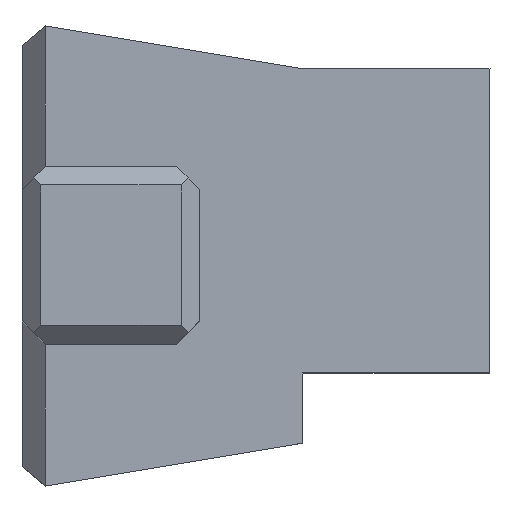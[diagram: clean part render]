
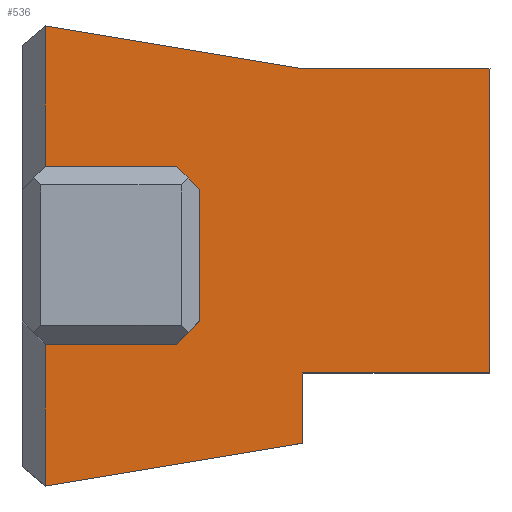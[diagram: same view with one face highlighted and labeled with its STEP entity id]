
A CAD part, top view. The second image highlights one B-rep face of the part: STEP entity #536.
In plain terms, the highlighted planar face has unit normal (0, 0, 1).
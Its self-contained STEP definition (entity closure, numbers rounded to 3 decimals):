
#68=ORIENTED_EDGE('',*,*,#207,.F.);
#69=ORIENTED_EDGE('',*,*,#211,.F.);
#70=ORIENTED_EDGE('',*,*,#218,.F.);
#71=ORIENTED_EDGE('',*,*,#219,.T.);
#72=ORIENTED_EDGE('',*,*,#220,.T.);
#73=ORIENTED_EDGE('',*,*,#221,.T.);
#74=ORIENTED_EDGE('',*,*,#222,.T.);
#75=ORIENTED_EDGE('',*,*,#223,.T.);
#76=ORIENTED_EDGE('',*,*,#224,.F.);
#77=ORIENTED_EDGE('',*,*,#225,.T.);
#78=ORIENTED_EDGE('',*,*,#226,.F.);
#79=ORIENTED_EDGE('',*,*,#227,.F.);
#80=ORIENTED_EDGE('',*,*,#214,.F.);
#207=EDGE_CURVE('',#284,#282,#334,.T.);
#211=EDGE_CURVE('',#287,#284,#337,.T.);
#214=EDGE_CURVE('',#282,#290,#340,.T.);
#218=EDGE_CURVE('',#291,#287,#344,.T.);
#219=EDGE_CURVE('',#291,#292,#345,.T.);
#220=EDGE_CURVE('',#292,#293,#346,.T.);
#221=EDGE_CURVE('',#293,#294,#347,.F.);
#222=EDGE_CURVE('',#294,#295,#348,.T.);
#223=EDGE_CURVE('',#295,#296,#349,.F.);
#224=EDGE_CURVE('',#297,#296,#350,.T.);
#225=EDGE_CURVE('',#297,#298,#351,.T.);
#226=EDGE_CURVE('',#299,#298,#352,.T.);
#227=EDGE_CURVE('',#290,#299,#353,.T.);
#282=VERTEX_POINT('',#724);
#284=VERTEX_POINT('',#728);
#287=VERTEX_POINT('',#739);
#290=VERTEX_POINT('',#747);
#291=VERTEX_POINT('',#754);
#292=VERTEX_POINT('',#756);
#293=VERTEX_POINT('',#758);
#294=VERTEX_POINT('',#760);
#295=VERTEX_POINT('',#762);
#296=VERTEX_POINT('',#764);
#297=VERTEX_POINT('',#766);
#298=VERTEX_POINT('',#768);
#299=VERTEX_POINT('',#770);
#334=LINE('',#729,#393);
#337=LINE('',#740,#396);
#340=LINE('',#746,#399);
#344=LINE('',#753,#403);
#345=LINE('',#755,#404);
#346=LINE('',#757,#405);
#347=LINE('',#759,#406);
#348=LINE('',#761,#407);
#349=LINE('',#763,#408);
#350=LINE('',#765,#409);
#351=LINE('',#767,#410);
#352=LINE('',#769,#411);
#353=LINE('',#771,#412);
#393=VECTOR('',#612,1000.);
#396=VECTOR('',#617,1000.);
#399=VECTOR('',#622,1000.);
#403=VECTOR('',#630,1000.);
#404=VECTOR('',#631,1000.);
#405=VECTOR('',#632,1000.);
#406=VECTOR('',#633,1000.);
#407=VECTOR('',#634,1000.);
#408=VECTOR('',#635,1000.);
#409=VECTOR('',#636,1000.);
#410=VECTOR('',#637,1000.);
#411=VECTOR('',#638,1000.);
#412=VECTOR('',#639,1000.);
#453=EDGE_LOOP('',(#68,#69,#70,#71,#72,#73,#74,#75,#76,#77,#78,#79,#80));
#482=FACE_BOUND('',#453,.T.);
#511=PLANE('',#582);
#536=ADVANCED_FACE('',(#482),#511,.T.);
#582=AXIS2_PLACEMENT_3D('',#752,#628,#629);
#612=DIRECTION('',(0.,-1.,0.));
#617=DIRECTION('',(1.,0.,0.));
#622=DIRECTION('',(-1.,0.,0.));
#628=DIRECTION('',(0.,0.,1.));
#629=DIRECTION('',(0.,1.,0.));
#630=DIRECTION('',(0.986,-0.164,0.));
#631=DIRECTION('',(0.,-1.,0.));
#632=DIRECTION('',(1.,0.,0.));
#633=DIRECTION('',(-0.707,0.707,0.));
#634=DIRECTION('',(0.,-1.,0.));
#635=DIRECTION('',(0.707,0.707,0.));
#636=DIRECTION('',(1.,0.,0.));
#637=DIRECTION('',(0.,-1.,0.));
#638=DIRECTION('',(-0.986,-0.164,0.));
#639=DIRECTION('',(0.,-1.,0.));
#724=CARTESIAN_POINT('',(3.35,-0.3,-4.8));
#728=CARTESIAN_POINT('',(3.35,2.95,-4.8));
#729=CARTESIAN_POINT('',(3.35,250.948,-4.8));
#739=CARTESIAN_POINT('',(1.35,2.95,-4.8));
#740=CARTESIAN_POINT('',(-226.424,2.95,-4.8));
#746=CARTESIAN_POINT('',(1.6,-0.3,-4.8));
#747=CARTESIAN_POINT('',(1.35,-0.3,-4.8));
#752=CARTESIAN_POINT('',(-226.424,250.948,-4.8));
#753=CARTESIAN_POINT('',(-1.65,3.45,-4.8));
#754=CARTESIAN_POINT('',(-1.4,3.408,-4.8));
#755=CARTESIAN_POINT('',(-1.4,1.65,-4.8));
#756=CARTESIAN_POINT('',(-1.4,1.9,-4.8));
#757=CARTESIAN_POINT('',(-0.7,1.9,-4.8));
#758=CARTESIAN_POINT('',(0.,1.9,-4.8));
#759=CARTESIAN_POINT('',(0.25,1.65,-4.8));
#760=CARTESIAN_POINT('',(0.25,1.65,-4.8));
#761=CARTESIAN_POINT('',(0.25,0.95,-4.8));
#762=CARTESIAN_POINT('',(0.25,0.25,-4.8));
#763=CARTESIAN_POINT('',(0.,0.,-4.8));
#764=CARTESIAN_POINT('',(0.,0.,-4.8));
#765=CARTESIAN_POINT('',(0.775,0.,-4.8));
#766=CARTESIAN_POINT('',(-1.4,0.,-4.8));
#767=CARTESIAN_POINT('',(-1.4,-1.55,-4.8));
#768=CARTESIAN_POINT('',(-1.4,-1.508,-4.8));
#769=CARTESIAN_POINT('',(1.35,-1.05,-4.8));
#770=CARTESIAN_POINT('',(1.35,-1.05,-4.8));
#771=CARTESIAN_POINT('',(1.35,150.948,-4.8));
